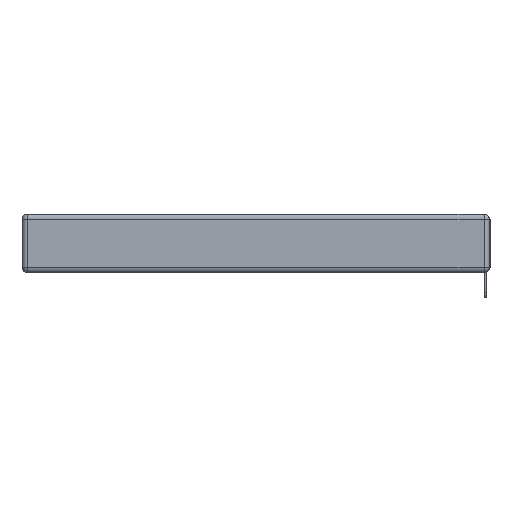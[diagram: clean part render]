
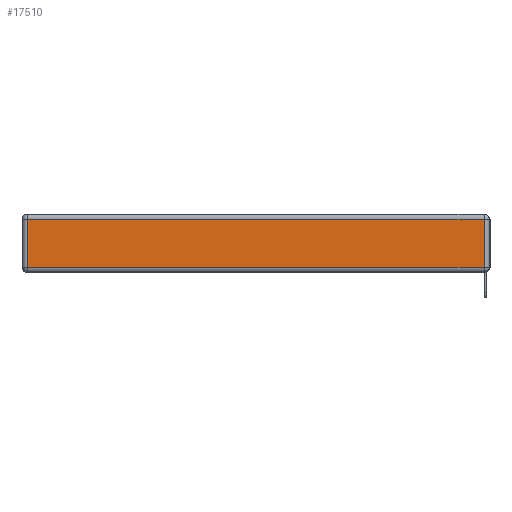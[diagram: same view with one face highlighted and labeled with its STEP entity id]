
A CAD part, left-side view. The second image highlights one B-rep face of the part: STEP entity #17510.
In plain terms, the highlighted planar face has unit normal (-1, 0, 0).
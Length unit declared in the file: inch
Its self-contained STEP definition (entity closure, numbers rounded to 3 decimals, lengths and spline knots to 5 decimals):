
#136 = DIRECTION ( 'NONE',  ( 0., 0., 1. ) ) ;
#496 = VERTEX_POINT ( 'NONE', #24951 ) ;
#969 = ORIENTED_EDGE ( 'NONE', *, *, #26657, .T. ) ;
#1476 = CARTESIAN_POINT ( 'NONE',  ( 0., 0., -0.343 ) ) ;
#1891 = LINE ( 'NONE', #22116, #16216 ) ;
#2586 = LINE ( 'NONE', #11480, #13128 ) ;
#2653 = CARTESIAN_POINT ( 'NONE',  ( 0., 2.72, -0.343 ) ) ;
#3065 = EDGE_CURVE ( 'NONE', #18005, #7198, #1891, .T. ) ;
#5306 = VECTOR ( 'NONE', #28339, 39.37008 ) ;
#5835 = FACE_OUTER_BOUND ( 'NONE', #11386, .T. ) ;
#6377 = ORIENTED_EDGE ( 'NONE', *, *, #16016, .T. ) ;
#7198 = VERTEX_POINT ( 'NONE', #23526 ) ;
#7380 = VERTEX_POINT ( 'NONE', #18134 ) ;
#9356 = DIRECTION ( 'NONE',  ( 0., 0., -1. ) ) ;
#11386 = EDGE_LOOP ( 'NONE', ( #6377, #17819, #969, #27083 ) ) ;
#11480 = CARTESIAN_POINT ( 'NONE',  ( 0., 0., -0.313 ) ) ;
#13128 = VECTOR ( 'NONE', #16138, 39.37008 ) ;
#14723 = PLANE ( 'NONE',  #16394 ) ;
#14972 = CARTESIAN_POINT ( 'NONE',  ( 0., 0.03, -0.313 ) ) ;
#16016 = EDGE_CURVE ( 'NONE', #496, #18005, #2586, .T. ) ;
#16138 = DIRECTION ( 'NONE',  ( 0., -1., 0. ) ) ;
#16216 = VECTOR ( 'NONE', #136, 39.37008 ) ;
#16394 = AXIS2_PLACEMENT_3D ( 'NONE', #1476, #28219, #21562 ) ;
#16458 = VECTOR ( 'NONE', #9356, 39.37008 ) ;
#17510 = ADVANCED_FACE ( 'NONE', ( #5835 ), #14723, .T. ) ;
#17819 = ORIENTED_EDGE ( 'NONE', *, *, #3065, .T. ) ;
#18005 = VERTEX_POINT ( 'NONE', #14972 ) ;
#18134 = CARTESIAN_POINT ( 'NONE',  ( 0., 2.72, -0.03 ) ) ;
#21562 = DIRECTION ( 'NONE',  ( 0., 0., 1. ) ) ;
#21681 = LINE ( 'NONE', #28621, #5306 ) ;
#22116 = CARTESIAN_POINT ( 'NONE',  ( 0., 0.03, -0.343 ) ) ;
#22600 = LINE ( 'NONE', #2653, #16458 ) ;
#23526 = CARTESIAN_POINT ( 'NONE',  ( 0., 0.03, -0.03 ) ) ;
#24815 = EDGE_CURVE ( 'NONE', #7380, #496, #22600, .T. ) ;
#24951 = CARTESIAN_POINT ( 'NONE',  ( 0., 2.72, -0.313 ) ) ;
#26657 = EDGE_CURVE ( 'NONE', #7198, #7380, #21681, .T. ) ;
#27083 = ORIENTED_EDGE ( 'NONE', *, *, #24815, .T. ) ;
#28219 = DIRECTION ( 'NONE',  ( -1., 0., 0. ) ) ;
#28339 = DIRECTION ( 'NONE',  ( 0., 1., 0. ) ) ;
#28621 = CARTESIAN_POINT ( 'NONE',  ( 0., 2.75, -0.03 ) ) ;
